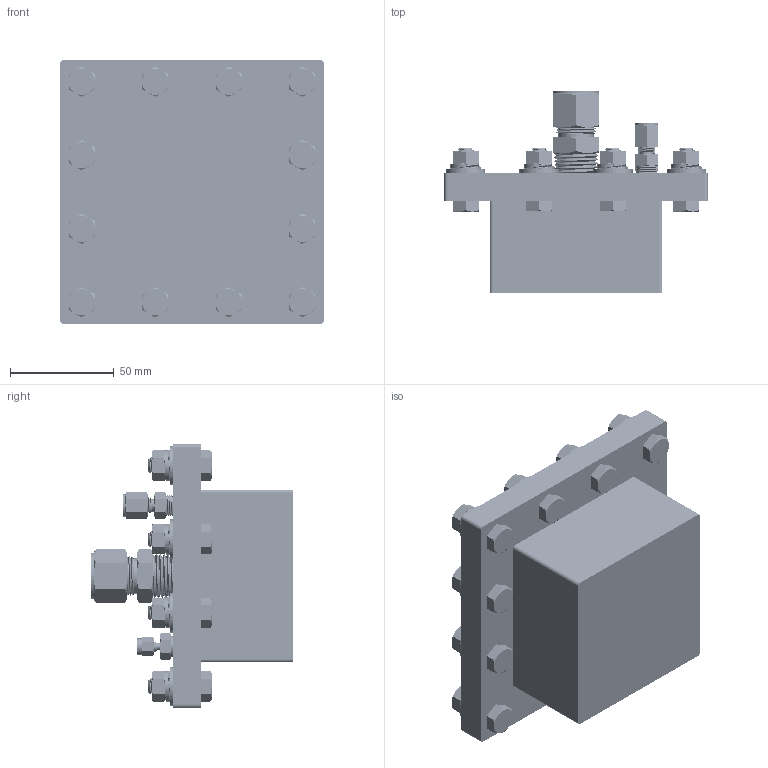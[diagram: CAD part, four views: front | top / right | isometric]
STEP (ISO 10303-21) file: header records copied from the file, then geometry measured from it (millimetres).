
FILE_DESCRIPTION(/* description */ (''),/* implementation_level */ '2;1');
FILE_NAME(/* name */ 'Decomposition_Chamber.stp',/* time_stamp */ '2023-02-24T12:51:22-05:00',/* author */ ('27027'),/* organization */ (''),/* preprocessor_version */ 'ST-DEVELOPER v18.1',/* originating_system */ 'Autodesk Inventor 2022',/* authorisation */ '');
FILE_SCHEMA (('AUTOMOTIVE_DESIGN { 1 0 10303 214 3 1 1 }'));
Products named in the file (12): Chamber_Final; Chamber Base; Lid; Chamber_Gasket_Final; Bolt_Assembly; 94895A115_High-Strength Steel Hex Nut; 92240A583_18-8 Stainless Steel Hex Head Screw; 92146A622_18-8 Stainless Steel Split Lock Washer; 96765A145_Black-Oxide 18-8 Stainless Steel Washer; 5182K135; SS-100-1-2BT; 5182K804
Assembly tree (22 placements, depth 3):
  Chamber_Final
    Chamber Base
    Lid
    Chamber_Gasket_Final
    Bolt_Assembly  x12
      94895A115_High-Strength Steel Hex Nut
      92240A583_18-8 Stainless Steel Hex Head Screw
      92146A622_18-8 Stainless Steel Split Lock Washer
      96765A145_Black-Oxide 18-8 Stainless Steel Washer
    5182K135
    SS-100-1-2BT
    5182K804
Bounding box: 127 x 97.46 x 127 mm (x, y, z)
Volume: 282043.3 mm3; surface area: 171828.2 mm2
Topology: 60 solids, 60 shells, 1746 faces, 4405 edges, 2813 vertices
Faces by surface type: cylinder 681, plane 487, cone 398, bspline 176, torus 4
Full cylindrical faces by diameter (mm): 1.27 x1, 1.587 x1, 2.362 x1, 3.175 x4, 3.566 x1, 4.547 x1, 4.826 x1, 6.013 x1, 6.104 x216, 6.147 x1, 6.667 x1, 6.833 x1, 7.874 x1, 7.938 x244, 8.433 x36, 8.738 x12, 10.287 x1, 10.312 x1, 11.112 x1, 12.7 x4, 14.935 x1, 15.672 x1, 15.799 x1, 17.125 x1, 17.4 x8, 17.78 x1, 19.05 x19, 22.225 x1
Entity records: 41542 total; most frequent: CARTESIAN_POINT 26937, ORIENTED_EDGE 3132, DIRECTION 2633, EDGE_CURVE 1566, VERTEX_POINT 1007, AXIS2_PLACEMENT_3D 951, EDGE_LOOP 759, LINE 731
